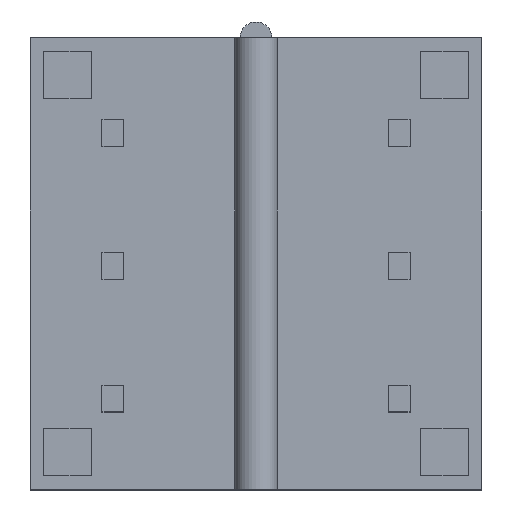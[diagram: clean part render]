
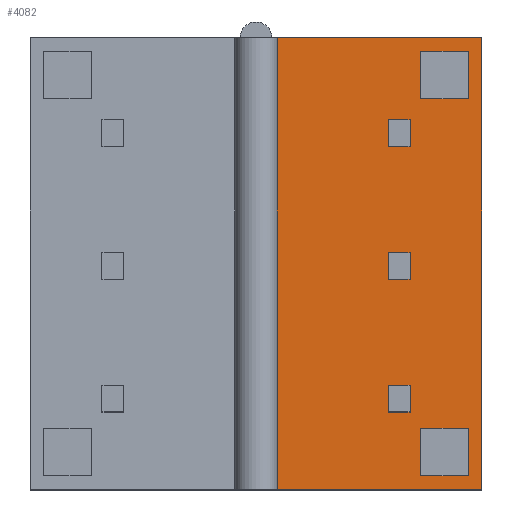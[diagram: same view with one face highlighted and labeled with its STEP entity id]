
A CAD part, top view. The second image highlights one B-rep face of the part: STEP entity #4082.
In plain terms, the highlighted planar face has unit normal (0, 0, 1).
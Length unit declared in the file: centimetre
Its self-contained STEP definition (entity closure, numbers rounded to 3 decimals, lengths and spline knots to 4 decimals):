
#27=FACE_BOUND('',#386,.T.);
#28=FACE_BOUND('',#387,.T.);
#29=FACE_BOUND('',#388,.T.);
#30=FACE_BOUND('',#389,.T.);
#31=FACE_BOUND('',#390,.T.);
#161=FACE_OUTER_BOUND('',#385,.T.);
#385=EDGE_LOOP('',(#3225,#3226,#3227,#3228));
#386=EDGE_LOOP('',(#3229,#3230,#3231,#3232));
#387=EDGE_LOOP('',(#3233,#3234,#3235,#3236));
#388=EDGE_LOOP('',(#3237,#3238,#3239,#3240));
#389=EDGE_LOOP('',(#3241,#3242,#3243,#3244));
#390=EDGE_LOOP('',(#3245,#3246,#3247,#3248));
#834=LINE('',#6132,#1401);
#838=LINE('',#6141,#1405);
#841=LINE('',#6149,#1408);
#847=LINE('',#6158,#1414);
#848=LINE('',#6162,#1415);
#849=LINE('',#6164,#1416);
#850=LINE('',#6166,#1417);
#851=LINE('',#6167,#1418);
#852=LINE('',#6170,#1419);
#853=LINE('',#6172,#1420);
#854=LINE('',#6174,#1421);
#855=LINE('',#6175,#1422);
#856=LINE('',#6178,#1423);
#857=LINE('',#6180,#1424);
#858=LINE('',#6182,#1425);
#859=LINE('',#6183,#1426);
#860=LINE('',#6186,#1427);
#861=LINE('',#6188,#1428);
#862=LINE('',#6190,#1429);
#863=LINE('',#6191,#1430);
#864=LINE('',#6194,#1431);
#865=LINE('',#6196,#1432);
#866=LINE('',#6198,#1433);
#867=LINE('',#6199,#1434);
#1401=VECTOR('',#4976,1.);
#1405=VECTOR('',#4984,1.);
#1408=VECTOR('',#4991,1.);
#1414=VECTOR('',#5001,1.);
#1415=VECTOR('',#5004,1.);
#1416=VECTOR('',#5005,1.);
#1417=VECTOR('',#5006,1.);
#1418=VECTOR('',#5007,1.);
#1419=VECTOR('',#5008,1.);
#1420=VECTOR('',#5009,1.);
#1421=VECTOR('',#5010,1.);
#1422=VECTOR('',#5011,1.);
#1423=VECTOR('',#5012,1.);
#1424=VECTOR('',#5013,1.);
#1425=VECTOR('',#5014,1.);
#1426=VECTOR('',#5015,1.);
#1427=VECTOR('',#5016,1.);
#1428=VECTOR('',#5017,1.);
#1429=VECTOR('',#5018,1.);
#1430=VECTOR('',#5019,1.);
#1431=VECTOR('',#5020,1.);
#1432=VECTOR('',#5021,1.);
#1433=VECTOR('',#5022,1.);
#1434=VECTOR('',#5023,1.);
#1878=VERTEX_POINT('',#6129);
#1879=VERTEX_POINT('',#6131);
#1882=VERTEX_POINT('',#6139);
#1885=VERTEX_POINT('',#6147);
#1887=VERTEX_POINT('',#6160);
#1888=VERTEX_POINT('',#6161);
#1889=VERTEX_POINT('',#6163);
#1890=VERTEX_POINT('',#6165);
#1891=VERTEX_POINT('',#6168);
#1892=VERTEX_POINT('',#6169);
#1893=VERTEX_POINT('',#6171);
#1894=VERTEX_POINT('',#6173);
#1895=VERTEX_POINT('',#6176);
#1896=VERTEX_POINT('',#6177);
#1897=VERTEX_POINT('',#6179);
#1898=VERTEX_POINT('',#6181);
#1899=VERTEX_POINT('',#6184);
#1900=VERTEX_POINT('',#6185);
#1901=VERTEX_POINT('',#6187);
#1902=VERTEX_POINT('',#6189);
#1903=VERTEX_POINT('',#6192);
#1904=VERTEX_POINT('',#6193);
#1905=VERTEX_POINT('',#6195);
#1906=VERTEX_POINT('',#6197);
#2360=EDGE_CURVE('',#1878,#1879,#834,.T.);
#2365=EDGE_CURVE('',#1882,#1878,#838,.T.);
#2369=EDGE_CURVE('',#1885,#1882,#841,.T.);
#2375=EDGE_CURVE('',#1885,#1879,#847,.T.);
#2376=EDGE_CURVE('',#1887,#1888,#848,.T.);
#2377=EDGE_CURVE('',#1888,#1889,#849,.T.);
#2378=EDGE_CURVE('',#1889,#1890,#850,.T.);
#2379=EDGE_CURVE('',#1890,#1887,#851,.T.);
#2380=EDGE_CURVE('',#1891,#1892,#852,.T.);
#2381=EDGE_CURVE('',#1892,#1893,#853,.T.);
#2382=EDGE_CURVE('',#1893,#1894,#854,.T.);
#2383=EDGE_CURVE('',#1894,#1891,#855,.T.);
#2384=EDGE_CURVE('',#1895,#1896,#856,.T.);
#2385=EDGE_CURVE('',#1896,#1897,#857,.T.);
#2386=EDGE_CURVE('',#1897,#1898,#858,.T.);
#2387=EDGE_CURVE('',#1898,#1895,#859,.T.);
#2388=EDGE_CURVE('',#1899,#1900,#860,.T.);
#2389=EDGE_CURVE('',#1900,#1901,#861,.T.);
#2390=EDGE_CURVE('',#1901,#1902,#862,.T.);
#2391=EDGE_CURVE('',#1902,#1899,#863,.T.);
#2392=EDGE_CURVE('',#1903,#1904,#864,.T.);
#2393=EDGE_CURVE('',#1904,#1905,#865,.T.);
#2394=EDGE_CURVE('',#1905,#1906,#866,.T.);
#2395=EDGE_CURVE('',#1906,#1903,#867,.T.);
#3225=ORIENTED_EDGE('',*,*,#2375,.T.);
#3226=ORIENTED_EDGE('',*,*,#2360,.F.);
#3227=ORIENTED_EDGE('',*,*,#2365,.F.);
#3228=ORIENTED_EDGE('',*,*,#2369,.F.);
#3229=ORIENTED_EDGE('',*,*,#2376,.T.);
#3230=ORIENTED_EDGE('',*,*,#2377,.T.);
#3231=ORIENTED_EDGE('',*,*,#2378,.T.);
#3232=ORIENTED_EDGE('',*,*,#2379,.T.);
#3233=ORIENTED_EDGE('',*,*,#2380,.T.);
#3234=ORIENTED_EDGE('',*,*,#2381,.T.);
#3235=ORIENTED_EDGE('',*,*,#2382,.T.);
#3236=ORIENTED_EDGE('',*,*,#2383,.T.);
#3237=ORIENTED_EDGE('',*,*,#2384,.T.);
#3238=ORIENTED_EDGE('',*,*,#2385,.T.);
#3239=ORIENTED_EDGE('',*,*,#2386,.T.);
#3240=ORIENTED_EDGE('',*,*,#2387,.T.);
#3241=ORIENTED_EDGE('',*,*,#2388,.T.);
#3242=ORIENTED_EDGE('',*,*,#2389,.T.);
#3243=ORIENTED_EDGE('',*,*,#2390,.T.);
#3244=ORIENTED_EDGE('',*,*,#2391,.T.);
#3245=ORIENTED_EDGE('',*,*,#2392,.T.);
#3246=ORIENTED_EDGE('',*,*,#2393,.T.);
#3247=ORIENTED_EDGE('',*,*,#2394,.T.);
#3248=ORIENTED_EDGE('',*,*,#2395,.T.);
#3868=PLANE('',#4322);
#4082=ADVANCED_FACE('',(#161,#27,#28,#29,#30,#31),#3868,.T.);
#4322=AXIS2_PLACEMENT_3D('',#6159,#5002,#5003);
#4976=DIRECTION('',(-1.,0.,0.));
#4984=DIRECTION('',(0.,-1.,0.));
#4991=DIRECTION('',(1.,0.,0.));
#5001=DIRECTION('',(0.,-1.,0.));
#5002=DIRECTION('center_axis',(0.,0.,1.));
#5003=DIRECTION('ref_axis',(1.,0.,0.));
#5004=DIRECTION('',(0.,1.,0.));
#5005=DIRECTION('',(1.,0.,0.));
#5006=DIRECTION('',(0.,-1.,0.));
#5007=DIRECTION('',(-1.,0.,0.));
#5008=DIRECTION('',(0.,1.,0.));
#5009=DIRECTION('',(1.,0.,0.));
#5010=DIRECTION('',(0.,-1.,0.));
#5011=DIRECTION('',(-1.,0.,0.));
#5012=DIRECTION('',(0.,-1.,0.));
#5013=DIRECTION('',(-1.,0.,0.));
#5014=DIRECTION('',(0.,1.,0.));
#5015=DIRECTION('',(1.,0.,0.));
#5016=DIRECTION('',(0.,-1.,0.));
#5017=DIRECTION('',(-1.,0.,0.));
#5018=DIRECTION('',(0.,1.,0.));
#5019=DIRECTION('',(1.,0.,0.));
#5020=DIRECTION('',(0.,-1.,0.));
#5021=DIRECTION('',(-1.,0.,0.));
#5022=DIRECTION('',(0.,1.,0.));
#5023=DIRECTION('',(1.,0.,0.));
#6129=CARTESIAN_POINT('',(0.425,-0.425,0.05));
#6131=CARTESIAN_POINT('',(0.04,-0.425,0.05));
#6132=CARTESIAN_POINT('',(-0.425,-0.425,0.05));
#6139=CARTESIAN_POINT('',(0.425,0.425,0.05));
#6141=CARTESIAN_POINT('',(0.425,-0.425,0.05));
#6147=CARTESIAN_POINT('',(0.04,0.425,0.05));
#6149=CARTESIAN_POINT('',(0.425,0.425,0.05));
#6158=CARTESIAN_POINT('',(0.04,0.425,0.05));
#6159=CARTESIAN_POINT('Origin',(0.,0.,
0.05));
#6160=CARTESIAN_POINT('',(0.25,-0.03,0.05));
#6161=CARTESIAN_POINT('',(0.25,0.02,0.05));
#6162=CARTESIAN_POINT('',(0.25,-0.015,0.05));
#6163=CARTESIAN_POINT('',(0.29,0.02,0.05));
#6164=CARTESIAN_POINT('',(0.125,0.02,0.05));
#6165=CARTESIAN_POINT('',(0.29,-0.03,0.05));
#6166=CARTESIAN_POINT('',(0.29,0.01,0.05));
#6167=CARTESIAN_POINT('',(0.145,-0.03,0.05));
#6168=CARTESIAN_POINT('',(0.25,0.22,0.05));
#6169=CARTESIAN_POINT('',(0.25,0.27,0.05));
#6170=CARTESIAN_POINT('',(0.25,0.11,0.05));
#6171=CARTESIAN_POINT('',(0.29,0.27,0.05));
#6172=CARTESIAN_POINT('',(0.125,0.27,0.05));
#6173=CARTESIAN_POINT('',(0.29,0.22,0.05));
#6174=CARTESIAN_POINT('',(0.29,0.135,0.05));
#6175=CARTESIAN_POINT('',(0.145,0.22,0.05));
#6176=CARTESIAN_POINT('',(0.29,-0.23,0.05));
#6177=CARTESIAN_POINT('',(0.29,-0.28,0.05));
#6178=CARTESIAN_POINT('',(0.29,-0.115,0.05));
#6179=CARTESIAN_POINT('',(0.25,-0.28,0.05));
#6180=CARTESIAN_POINT('',(0.145,-0.28,0.05));
#6181=CARTESIAN_POINT('',(0.25,-0.23,0.05));
#6182=CARTESIAN_POINT('',(0.25,-0.14,0.05));
#6183=CARTESIAN_POINT('',(0.125,-0.23,0.05));
#6184=CARTESIAN_POINT('',(0.4,-0.31,0.05));
#6185=CARTESIAN_POINT('',(0.4,-0.4,0.05));
#6186=CARTESIAN_POINT('',(0.4,-0.155,0.05));
#6187=CARTESIAN_POINT('',(0.31,-0.4,0.05));
#6188=CARTESIAN_POINT('',(0.2,-0.4,0.05));
#6189=CARTESIAN_POINT('',(0.31,-0.31,0.05));
#6190=CARTESIAN_POINT('',(0.31,-0.2,0.05));
#6191=CARTESIAN_POINT('',(0.155,-0.31,0.05));
#6192=CARTESIAN_POINT('',(0.4,0.4,0.05));
#6193=CARTESIAN_POINT('',(0.4,0.31,0.05));
#6194=CARTESIAN_POINT('',(0.4,0.2,0.05));
#6195=CARTESIAN_POINT('',(0.31,0.31,0.05));
#6196=CARTESIAN_POINT('',(0.2,0.31,0.05));
#6197=CARTESIAN_POINT('',(0.31,0.4,0.05));
#6198=CARTESIAN_POINT('',(0.31,0.155,0.05));
#6199=CARTESIAN_POINT('',(0.155,0.4,0.05));
